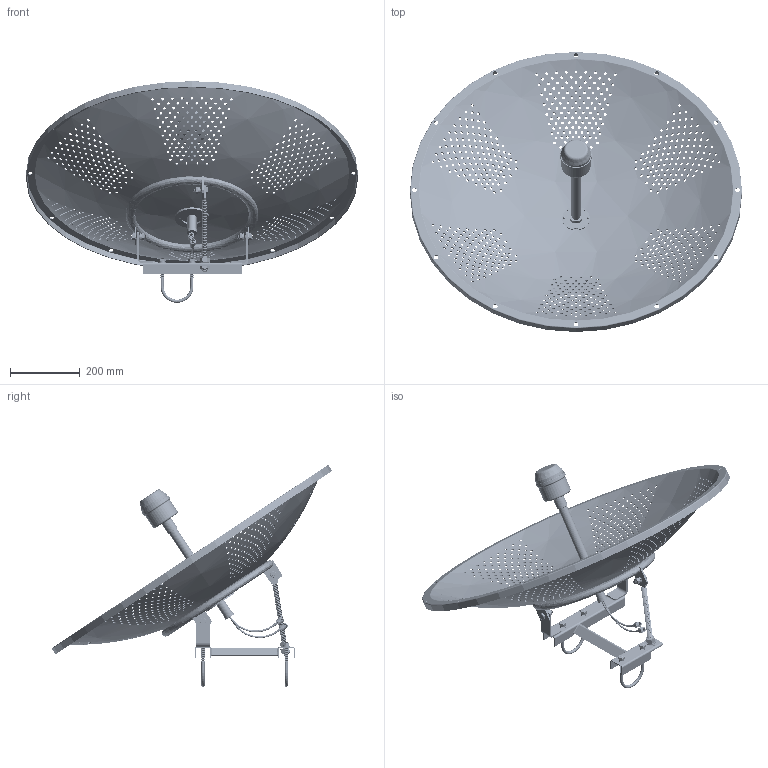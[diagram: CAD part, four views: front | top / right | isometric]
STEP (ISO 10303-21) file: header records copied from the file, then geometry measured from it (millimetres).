
FILE_DESCRIPTION (( 'STEP AP214' ), '1' );
FILE_NAME ('HG2425DPD.STEP', '2013-01-16T15:46:13', ( 'x' ), ( '' ), 'SwSTEP 2.0', 'SolidWorks 2012', '' );
FILE_SCHEMA (( 'AUTOMOTIVE_DESIGN' ));
Length unit declared in the file: inch
Products named in the file (10): ANF-1508; HG2425DPD_195_6inch; HG2425DPD_M4-MS; HG2425DPD_Feed Horn; HG2425DPD_U-Bolt; HG2425DPD_ThreadedArm; HG2425DPD_Bracket_Default<As Machined>; HG2425DPD_Dish; HG2425DPD; HEATSH-HEX_stepd_195White
Assembly tree (16 placements, depth 2):
  HG2425DPD
    HG2425DPD_Dish
    HG2425DPD_Bracket_Default<As Machined>
    HG2425DPD_ThreadedArm
    HG2425DPD_U-Bolt  x2
    HG2425DPD_Feed Horn
    HG2425DPD_M4-MS  x4
    HG2425DPD_195_6inch  x2
    ANF-1508  x2
    HEATSH-HEX_stepd_195White  x2
Bounding box: 949.33 x 801.62 x 633.81 mm (x, y, z)
Volume: 3597745.1 mm3; surface area: 2004635.3 mm2
Topology: 22 solids, 22 shells, 5202 faces, 12266 edges, 7182 vertices
Faces by surface type: cone 2754, cylinder 1918, plane 399, torus 80, sphere 28, bspline 23
Entity records: 251293 total; most frequent: CARTESIAN_POINT 122459, ORIENTED_EDGE 19358, DIRECTION 16755, EDGE_CURVE 9679, AXIS2_PLACEMENT_3D 6412, VERTEX_POINT 5820, EDGE_LOOP 5625, FACE_OUTER_BOUND 3950
